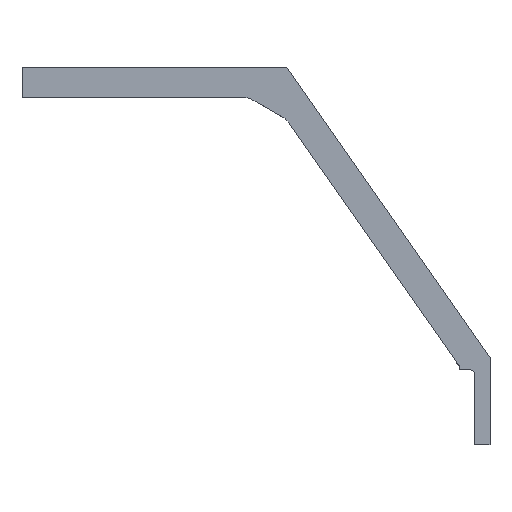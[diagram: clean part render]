
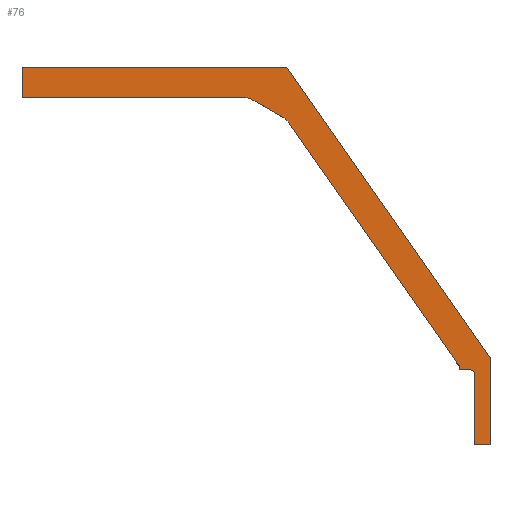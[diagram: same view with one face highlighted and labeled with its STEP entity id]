
A CAD part, top view. The second image highlights one B-rep face of the part: STEP entity #76.
In plain terms, the highlighted planar face has unit normal (0, 0, 1).
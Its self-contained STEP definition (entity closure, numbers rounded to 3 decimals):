
#1 = ORIENTED_EDGE ( 'NONE', *, *, #353, .F. ) ;
#38 = EDGE_CURVE ( 'NONE', #275, #198, #242, .T. ) ;
#43 = CARTESIAN_POINT ( 'NONE',  ( -10., 0., 10. ) ) ;
#46 = ORIENTED_EDGE ( 'NONE', *, *, #194, .T. ) ;
#51 = CARTESIAN_POINT ( 'NONE',  ( -133.549, 213.647, 10. ) ) ;
#64 = ORIENTED_EDGE ( 'NONE', *, *, #694, .T. ) ;
#65 = DIRECTION ( 'NONE',  ( -1., 0., 0. ) ) ;
#76 = ADVANCED_FACE ( 'NONE', ( #263 ), #271, .T. ) ;
#80 = CIRCLE ( 'NONE', #192, 10. ) ;
#87 = EDGE_CURVE ( 'NONE', #448, #495, #441, .T. ) ;
#91 = ORIENTED_EDGE ( 'NONE', *, *, #562, .T. ) ;
#93 = CARTESIAN_POINT ( 'NONE',  ( -20., 0., 10. ) ) ;
#95 = EDGE_CURVE ( 'NONE', #185, #309, #218, .T. ) ;
#107 = DIRECTION ( 'NONE',  ( 0., -1., 0. ) ) ;
#116 = VERTEX_POINT ( 'NONE', #379 ) ;
#119 = CARTESIAN_POINT ( 'NONE',  ( -10., 46., 10. ) ) ;
#134 = LINE ( 'NONE', #342, #463 ) ;
#135 = CARTESIAN_POINT ( 'NONE',  ( -10., 0., 10. ) ) ;
#140 = CIRCLE ( 'NONE', #163, 10. ) ;
#144 = DIRECTION ( 'NONE',  ( 0., 0., -1. ) ) ;
#150 = CARTESIAN_POINT ( 'NONE',  ( -134.821, 215.463, 10. ) ) ;
#155 = CARTESIAN_POINT ( 'NONE',  ( 0., 0., 10. ) ) ;
#156 = VERTEX_POINT ( 'NONE', #213 ) ;
#158 = EDGE_CURVE ( 'NONE', #160, #185, #140, .T. ) ;
#160 = VERTEX_POINT ( 'NONE', #369 ) ;
#161 = CARTESIAN_POINT ( 'NONE',  ( -14., 50., 10. ) ) ;
#162 = CARTESIAN_POINT ( 'NONE',  ( -310., 250., 10. ) ) ;
#163 = AXIS2_PLACEMENT_3D ( 'NONE', #433, #144, #726 ) ;
#166 = VECTOR ( 'NONE', #220, 1000. ) ;
#168 = DIRECTION ( 'NONE',  ( -0.574, 0.819, 0. ) ) ;
#171 = CARTESIAN_POINT ( 'NONE',  ( -20., 50., 10. ) ) ;
#176 = CARTESIAN_POINT ( 'NONE',  ( -20., 51.481, 10. ) ) ;
#178 = DIRECTION ( 'NONE',  ( 1., 0., 0. ) ) ;
#185 = VERTEX_POINT ( 'NONE', #51 ) ;
#186 = CARTESIAN_POINT ( 'NONE',  ( -162.679, 220., 10. ) ) ;
#189 = DIRECTION ( 'NONE',  ( 1., 0., 0. ) ) ;
#192 = AXIS2_PLACEMENT_3D ( 'NONE', #186, #301, #189 ) ;
#194 = EDGE_CURVE ( 'NONE', #384, #448, #607, .T. ) ;
#198 = VERTEX_POINT ( 'NONE', #724 ) ;
#208 = CARTESIAN_POINT ( 'NONE',  ( 0., 0., 10. ) ) ;
#212 = VECTOR ( 'NONE', #471, 1000. ) ;
#213 = CARTESIAN_POINT ( 'NONE',  ( -162.679, 230., 10. ) ) ;
#214 = ORIENTED_EDGE ( 'NONE', *, *, #311, .T. ) ;
#218 = LINE ( 'NONE', #221, #659 ) ;
#220 = DIRECTION ( 'NONE',  ( -1., 0., 0. ) ) ;
#221 = CARTESIAN_POINT ( 'NONE',  ( -145., 230., 10. ) ) ;
#223 = DIRECTION ( 'NONE',  ( 0., 0., -1. ) ) ;
#242 = LINE ( 'NONE', #304, #212 ) ;
#248 = VECTOR ( 'NONE', #372, 1000. ) ;
#262 = LINE ( 'NONE', #150, #248 ) ;
#263 = FACE_OUTER_BOUND ( 'NONE', #528, .T. ) ;
#264 = VERTEX_POINT ( 'NONE', #446 ) ;
#271 = PLANE ( 'NONE',  #559 ) ;
#275 = VERTEX_POINT ( 'NONE', #162 ) ;
#284 = CARTESIAN_POINT ( 'NONE',  ( -310., 230., 10. ) ) ;
#288 = ORIENTED_EDGE ( 'NONE', *, *, #440, .T. ) ;
#301 = DIRECTION ( 'NONE',  ( 0., 0., -1. ) ) ;
#304 = CARTESIAN_POINT ( 'NONE',  ( -310., 250., 10. ) ) ;
#307 = VERTEX_POINT ( 'NONE', #119 ) ;
#309 = VERTEX_POINT ( 'NONE', #176 ) ;
#311 = EDGE_CURVE ( 'NONE', #495, #116, #686, .T. ) ;
#316 = VECTOR ( 'NONE', #107, 1000. ) ;
#323 = CARTESIAN_POINT ( 'NONE',  ( -14., 46., 10. ) ) ;
#338 = LINE ( 'NONE', #171, #166 ) ;
#342 = CARTESIAN_POINT ( 'NONE',  ( -134.589, 250., 10. ) ) ;
#352 = ORIENTED_EDGE ( 'NONE', *, *, #38, .T. ) ;
#353 = EDGE_CURVE ( 'NONE', #384, #307, #530, .T. ) ;
#369 = CARTESIAN_POINT ( 'NONE',  ( -136.741, 216.571, 10. ) ) ;
#372 = DIRECTION ( 'NONE',  ( 0.866, -0.5, 0. ) ) ;
#374 = VECTOR ( 'NONE', #551, 1000. ) ;
#379 = CARTESIAN_POINT ( 'NONE',  ( -134.589, 250., 10. ) ) ;
#384 = VERTEX_POINT ( 'NONE', #43 ) ;
#389 = CARTESIAN_POINT ( 'NONE',  ( 0., 57.787, 10. ) ) ;
#423 = DIRECTION ( 'NONE',  ( 0., 1., 0. ) ) ;
#433 = CARTESIAN_POINT ( 'NONE',  ( -141.741, 207.911, 10. ) ) ;
#437 = CARTESIAN_POINT ( 'NONE',  ( 0., 0., 10. ) ) ;
#440 = EDGE_CURVE ( 'NONE', #264, #160, #262, .T. ) ;
#441 = LINE ( 'NONE', #155, #717 ) ;
#446 = CARTESIAN_POINT ( 'NONE',  ( -157.679, 228.66, 10. ) ) ;
#448 = VERTEX_POINT ( 'NONE', #208 ) ;
#463 = VECTOR ( 'NONE', #65, 1000. ) ;
#471 = DIRECTION ( 'NONE',  ( 0., -1., 0. ) ) ;
#479 = EDGE_CURVE ( 'NONE', #309, #690, #527, .T. ) ;
#487 = DIRECTION ( 'NONE',  ( 1., 0., 0. ) ) ;
#495 = VERTEX_POINT ( 'NONE', #389 ) ;
#498 = AXIS2_PLACEMENT_3D ( 'NONE', #323, #223, #554 ) ;
#499 = DIRECTION ( 'NONE',  ( 1., 0., 0. ) ) ;
#503 = DIRECTION ( 'NONE',  ( 0., 0., 1. ) ) ;
#509 = EDGE_CURVE ( 'NONE', #557, #690, #338, .T. ) ;
#523 = ORIENTED_EDGE ( 'NONE', *, *, #158, .T. ) ;
#527 = LINE ( 'NONE', #571, #316 ) ;
#528 = EDGE_LOOP ( 'NONE', ( #615, #91, #1, #46, #563, #214, #64, #352, #622, #663, #288, #523, #595, #655 ) ) ;
#530 = LINE ( 'NONE', #135, #374 ) ;
#547 = VECTOR ( 'NONE', #168, 1000. ) ;
#551 = DIRECTION ( 'NONE',  ( 0., 1., 0. ) ) ;
#554 = DIRECTION ( 'NONE',  ( 1., 0., 0. ) ) ;
#557 = VERTEX_POINT ( 'NONE', #161 ) ;
#559 = AXIS2_PLACEMENT_3D ( 'NONE', #437, #503, #499 ) ;
#562 = EDGE_CURVE ( 'NONE', #557, #307, #625, .T. ) ;
#563 = ORIENTED_EDGE ( 'NONE', *, *, #87, .T. ) ;
#571 = CARTESIAN_POINT ( 'NONE',  ( -20., 51.481, 10. ) ) ;
#576 = CARTESIAN_POINT ( 'NONE',  ( 0., 57.787, 10. ) ) ;
#582 = CARTESIAN_POINT ( 'NONE',  ( -20., 50., 10. ) ) ;
#595 = ORIENTED_EDGE ( 'NONE', *, *, #95, .T. ) ;
#607 = LINE ( 'NONE', #93, #635 ) ;
#615 = ORIENTED_EDGE ( 'NONE', *, *, #509, .F. ) ;
#622 = ORIENTED_EDGE ( 'NONE', *, *, #658, .T. ) ;
#625 = CIRCLE ( 'NONE', #498, 4. ) ;
#635 = VECTOR ( 'NONE', #487, 1000. ) ;
#653 = VECTOR ( 'NONE', #178, 1000. ) ;
#654 = LINE ( 'NONE', #284, #653 ) ;
#655 = ORIENTED_EDGE ( 'NONE', *, *, #479, .T. ) ;
#658 = EDGE_CURVE ( 'NONE', #198, #156, #654, .T. ) ;
#659 = VECTOR ( 'NONE', #679, 1000. ) ;
#663 = ORIENTED_EDGE ( 'NONE', *, *, #727, .T. ) ;
#679 = DIRECTION ( 'NONE',  ( 0.574, -0.819, 0. ) ) ;
#686 = LINE ( 'NONE', #576, #547 ) ;
#690 = VERTEX_POINT ( 'NONE', #582 ) ;
#694 = EDGE_CURVE ( 'NONE', #116, #275, #134, .T. ) ;
#717 = VECTOR ( 'NONE', #423, 1000. ) ;
#724 = CARTESIAN_POINT ( 'NONE',  ( -310., 230., 10. ) ) ;
#726 = DIRECTION ( 'NONE',  ( 1., 0., 0. ) ) ;
#727 = EDGE_CURVE ( 'NONE', #156, #264, #80, .T. ) ;
